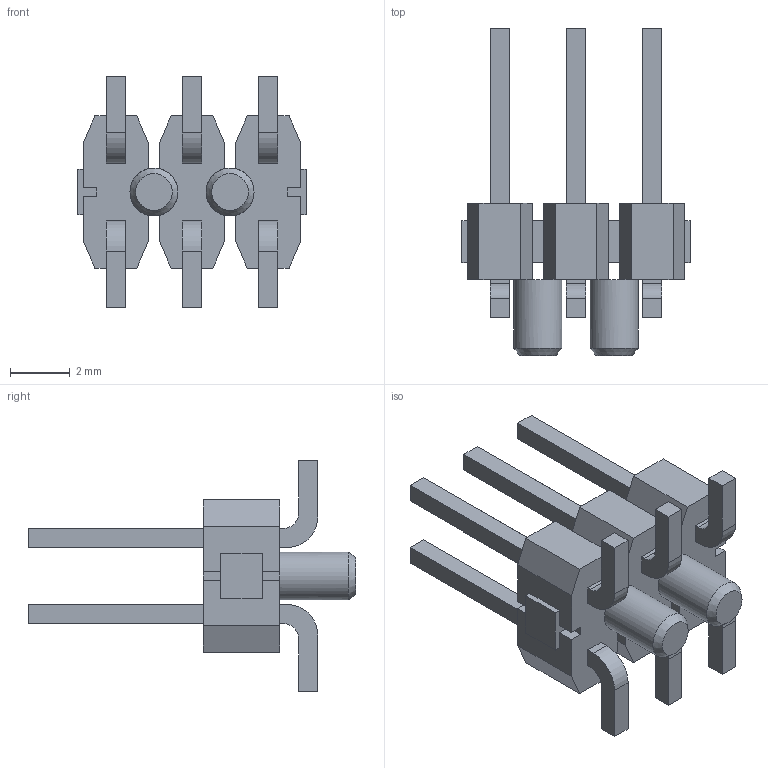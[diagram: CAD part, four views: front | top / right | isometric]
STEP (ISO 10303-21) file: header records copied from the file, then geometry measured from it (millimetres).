
FILE_DESCRIPTION(/* description */ ('STEP AP214'),/* implementation_level */ '2;1');
FILE_NAME(/* name */ 'TSM-103-01-S-DV-A',/* time_stamp */ '2022-10-04T10:56:58+02:00',/* author */ ('License CC BY-ND 4.0'),/* organization */ ('CADENAS'),/* preprocessor_version */ 'ST-DEVELOPER v18.102',/* originating_system */ 'PARTsolutions',/* authorisation */ ' ');
FILE_SCHEMA (('AUTOMOTIVE_DESIGN {1 0 10303 214 3 1 1}'));
Length unit declared in the file: inch
Products named in the file (3): TSM-103-01-S-DV-A; T-1S6-16(-01-3-DV); TSM-103-01-DV-A_body
Assembly tree (2 placements, depth 2):
  TSM-103-01-S-DV-A
    T-1S6-16(-01-3-DV)
    TSM-103-01-DV-A_body
Bounding box: 7.62 x 10.92 x 7.7 mm (x, y, z)
Volume: 112.8 mm3; surface area: 424.4 mm2
Topology: 2 solids, 2 shells, 216 faces, 638 edges, 422 vertices
Faces by surface type: plane 200, cylinder 14, cone 2
Full cylindrical faces by diameter (mm): 1.6 x2
Entity records: 7150 total; most frequent: CARTESIAN_POINT 1271, ORIENTED_EDGE 1264, DIRECTION 1106, EDGE_CURVE 632, LINE 596, VECTOR 596, VERTEX_POINT 420, AXIS2_PLACEMENT_3D 255
